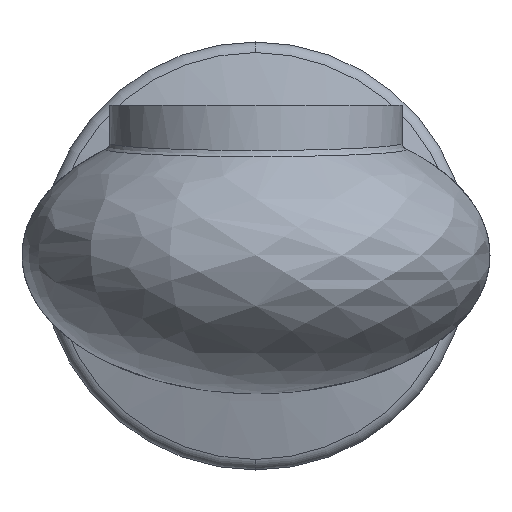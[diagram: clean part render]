
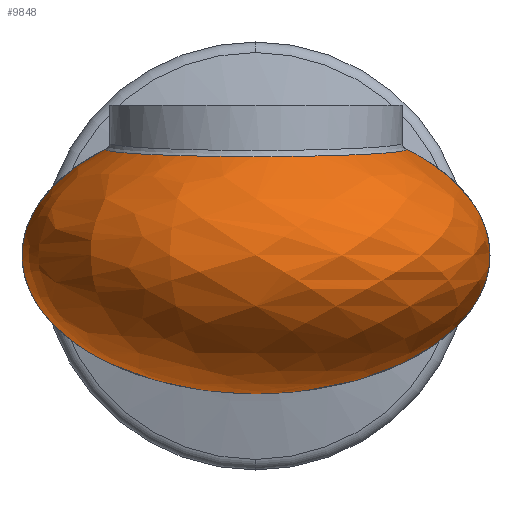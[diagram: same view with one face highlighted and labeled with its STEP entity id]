
A CAD part, left-side view. The second image highlights one B-rep face of the part: STEP entity #9848.
In plain terms, the highlighted free-form (B-spline) face has degree [2, 2] with [5, 5] control points.
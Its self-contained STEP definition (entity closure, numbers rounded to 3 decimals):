
#9545=CARTESIAN_POINT('',(-36.437,12.313,5.306));
#9546=VERTEX_POINT('',#9545);
#9554=CARTESIAN_POINT('',(-36.437,-8.742,5.306));
#9555=VERTEX_POINT('',#9554);
#9556=CARTESIAN_POINT('',(-36.437,12.313,5.306));
#9557=CARTESIAN_POINT('',(-38.489,12.312,5.212));
#9558=CARTESIAN_POINT('',(-40.538,11.697,5.116));
#9559=CARTESIAN_POINT('',(-43.673,9.61,4.967));
#9560=CARTESIAN_POINT('',(-44.846,8.332,4.91));
#9561=CARTESIAN_POINT('',(-46.174,5.909,4.846));
#9562=CARTESIAN_POINT('',(-46.541,4.902,4.828));
#9563=CARTESIAN_POINT('',(-46.887,3.174,4.811));
#9564=CARTESIAN_POINT('',(-46.955,2.483,4.807));
#9565=CARTESIAN_POINT('',(-46.957,0.747,4.807));
#9566=CARTESIAN_POINT('',(-46.798,-0.319,4.815));
#9567=CARTESIAN_POINT('',(-45.985,-2.944,4.855));
#9568=CARTESIAN_POINT('',(-45.083,-4.44,4.899));
#9569=CARTESIAN_POINT('',(-42.39,-7.152,5.028));
#9570=CARTESIAN_POINT('',(-40.388,-8.206,5.123));
#9571=CARTESIAN_POINT('',(-37.655,-8.688,5.25));
#9572=CARTESIAN_POINT('',(-37.043,-8.742,5.278));
#9573=CARTESIAN_POINT('',(-36.437,-8.742,5.306));
#9574=B_SPLINE_CURVE_WITH_KNOTS('',3,(#9556,#9557,#9558,#9559,#9560,#9561,#9562,#9563,#9564,#9565,#9566,#9567,#9568,#9569,#9570,#9571,#9572,#9573),.UNSPECIFIED.,.F.,.U.,(4,2,2,2,2,2,2,2,4),(-3.36,-2.73,-2.215,-1.89,-1.68,-1.358,-0.843,-0.186,0.0),.UNSPECIFIED.);
#9575=EDGE_CURVE('',#9546,#9555,#9574,.T.);
#9653=CARTESIAN_POINT('',(-35.457,-8.742,5.328));
#9654=VERTEX_POINT('',#9653);
#9668=CARTESIAN_POINT('',(-36.437,-8.742,5.306));
#9669=CARTESIAN_POINT('',(-36.396,-8.742,5.308));
#9670=CARTESIAN_POINT('',(-36.355,-8.742,5.31));
#9671=CARTESIAN_POINT('',(-36.249,-8.742,5.314));
#9672=CARTESIAN_POINT('',(-36.184,-8.742,5.316));
#9673=CARTESIAN_POINT('',(-36.014,-8.742,5.321));
#9674=CARTESIAN_POINT('',(-35.91,-8.742,5.324));
#9675=CARTESIAN_POINT('',(-35.689,-8.742,5.327));
#9676=CARTESIAN_POINT('',(-35.573,-8.742,5.328));
#9677=CARTESIAN_POINT('',(-35.457,-8.742,5.328));
#9678=B_SPLINE_CURVE_WITH_KNOTS('',3,(#9668,#9669,#9670,#9671,#9672,#9673,#9674,#9675,#9676,#9677),.UNSPECIFIED.,.F.,.U.,(4,2,2,2,4),(-0.1,-0.088,-0.068,-0.036,0.),.UNSPECIFIED.);
#9679=EDGE_CURVE('',#9555,#9654,#9678,.T.);
#9745=CARTESIAN_POINT('',(-35.457,12.314,5.328));
#9746=VERTEX_POINT('',#9745);
#9758=CARTESIAN_POINT('',(-35.457,12.314,5.328));
#9759=CARTESIAN_POINT('',(-35.573,12.314,5.328));
#9760=CARTESIAN_POINT('',(-35.689,12.314,5.327));
#9761=CARTESIAN_POINT('',(-35.91,12.314,5.324));
#9762=CARTESIAN_POINT('',(-36.014,12.314,5.321));
#9763=CARTESIAN_POINT('',(-36.184,12.314,5.316));
#9764=CARTESIAN_POINT('',(-36.249,12.314,5.314));
#9765=CARTESIAN_POINT('',(-36.355,12.314,5.31));
#9766=CARTESIAN_POINT('',(-36.396,12.313,5.308));
#9767=CARTESIAN_POINT('',(-36.437,12.313,5.306));
#9768=B_SPLINE_CURVE_WITH_KNOTS('',3,(#9758,#9759,#9760,#9761,#9762,#9763,#9764,#9765,#9766,#9767),.UNSPECIFIED.,.F.,.U.,(4,2,2,2,4),(-0.1,-0.065,-0.033,-0.013,0.0),.UNSPECIFIED.);
#9769=EDGE_CURVE('',#9746,#9546,#9768,.T.);
#9776=CARTESIAN_POINT('',(-35.457,12.254,5.358));
#9777=CARTESIAN_POINT('',(-35.457,18.186,2.449));
#9778=CARTESIAN_POINT('',(-35.457,18.186,-2.109));
#9779=CARTESIAN_POINT('',(-35.457,18.186,-11.809));
#9780=CARTESIAN_POINT('',(-35.457,1.786,-11.809));
#9781=CARTESIAN_POINT('',(-45.925,12.254,5.358));
#9782=CARTESIAN_POINT('',(-51.857,18.186,2.449));
#9783=CARTESIAN_POINT('',(-51.857,18.186,-2.109));
#9784=CARTESIAN_POINT('',(-51.857,18.186,-11.809));
#9785=CARTESIAN_POINT('',(-35.457,1.786,-11.809));
#9786=CARTESIAN_POINT('',(-45.925,1.786,5.358));
#9787=CARTESIAN_POINT('',(-51.857,1.786,2.449));
#9788=CARTESIAN_POINT('',(-51.857,1.786,-2.109));
#9789=CARTESIAN_POINT('',(-51.857,1.786,-11.809));
#9790=CARTESIAN_POINT('',(-35.457,1.786,-11.809));
#9791=CARTESIAN_POINT('',(-45.925,-8.682,5.358));
#9792=CARTESIAN_POINT('',(-51.857,-14.614,2.449));
#9793=CARTESIAN_POINT('',(-51.857,-14.614,-2.109));
#9794=CARTESIAN_POINT('',(-51.857,-14.614,-11.809));
#9795=CARTESIAN_POINT('',(-35.457,1.786,-11.809));
#9796=CARTESIAN_POINT('',(-35.457,-8.682,5.358));
#9797=CARTESIAN_POINT('',(-35.457,-14.614,2.449));
#9798=CARTESIAN_POINT('',(-35.457,-14.614,-2.109));
#9799=CARTESIAN_POINT('',(-35.457,-14.614,-11.809));
#9800=CARTESIAN_POINT('',(-35.457,1.786,-11.809));
#9808=(BOUNDED_SURFACE()B_SPLINE_SURFACE(2,2,((#9776,#9781,#9786,#9791,#9796),(#9777,#9782,#9787,#9792,#9797),(#9778,#9783,#9788,#9793,#9798),(#9779,#9784,#9789,#9794,#9799),(#9780,#9785,#9790,#9795,#9800)),.UNSPECIFIED.,.F.,.F.,.U.)B_SPLINE_SURFACE_WITH_KNOTS((3,2,3),(3,2,3),(0.697,1.571,3.142),(0.0,1.571,3.142),.UNSPECIFIED.)GEOMETRIC_REPRESENTATION_ITEM()RATIONAL_B_SPLINE_SURFACE(((0.855,0.605,0.855,0.605,0.855),(0.837,0.592,0.837,0.592,0.837),(1.0,0.707,1.0,0.707,1.0),(0.707,0.5,0.707,0.5,0.707),(1.0,0.707,1.0,0.707,1.0)))REPRESENTATION_ITEM('')SURFACE());
#9809=ORIENTED_EDGE('',*,*,#9679,.F.);
#9810=ORIENTED_EDGE('',*,*,#9575,.F.);
#9811=ORIENTED_EDGE('',*,*,#9769,.F.);
#9812=CARTESIAN_POINT('',(-35.457,12.036,-9.681));
#9813=VERTEX_POINT('',#9812);
#9814=CARTESIAN_POINT('',(-35.457,1.786,-2.109));
#9815=DIRECTION('',(-1.0,0.0,0.0));
#9816=DIRECTION('',(0.0,0.0,1.0));
#9817=AXIS2_PLACEMENT_3D('',#9814,#9815,#9816);
#9818=ELLIPSE('',#9817,9.7,16.4);
#9819=EDGE_CURVE('',#9746,#9813,#9818,.T.);
#9820=ORIENTED_EDGE('',*,*,#9819,.T.);
#9821=CARTESIAN_POINT('',(-35.457,1.786,-11.809));
#9822=VERTEX_POINT('',#9821);
#9823=CARTESIAN_POINT('',(-35.457,1.786,-2.109));
#9824=DIRECTION('',(-1.0,0.0,0.0));
#9825=DIRECTION('',(0.0,0.0,1.0));
#9826=AXIS2_PLACEMENT_3D('',#9823,#9824,#9825);
#9827=ELLIPSE('',#9826,9.7,16.4);
#9828=EDGE_CURVE('',#9813,#9822,#9827,.T.);
#9829=ORIENTED_EDGE('',*,*,#9828,.T.);
#9830=CARTESIAN_POINT('',(-35.457,-8.464,-9.681));
#9831=VERTEX_POINT('',#9830);
#9832=CARTESIAN_POINT('',(-35.457,1.786,-2.109));
#9833=DIRECTION('',(-1.0,0.0,0.0));
#9834=DIRECTION('',(0.0,0.0,1.0));
#9835=AXIS2_PLACEMENT_3D('',#9832,#9833,#9834);
#9836=ELLIPSE('',#9835,9.7,16.4);
#9837=EDGE_CURVE('',#9822,#9831,#9836,.T.);
#9838=ORIENTED_EDGE('',*,*,#9837,.T.);
#9839=CARTESIAN_POINT('',(-35.457,1.786,-2.109));
#9840=DIRECTION('',(-1.0,0.0,0.0));
#9841=DIRECTION('',(0.0,0.0,1.0));
#9842=AXIS2_PLACEMENT_3D('',#9839,#9840,#9841);
#9843=ELLIPSE('',#9842,9.7,16.4);
#9844=EDGE_CURVE('',#9831,#9654,#9843,.T.);
#9845=ORIENTED_EDGE('',*,*,#9844,.T.);
#9846=EDGE_LOOP('',(#9809,#9810,#9811,#9820,#9829,#9838,#9845));
#9847=FACE_OUTER_BOUND('',#9846,.T.);
#9848=ADVANCED_FACE('',(#9847),#9808,.T.);
